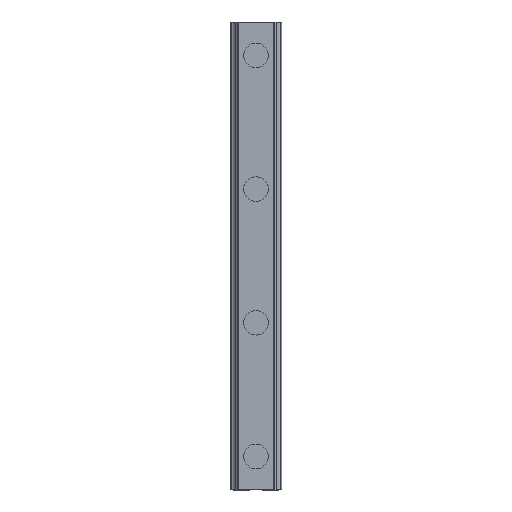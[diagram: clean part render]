
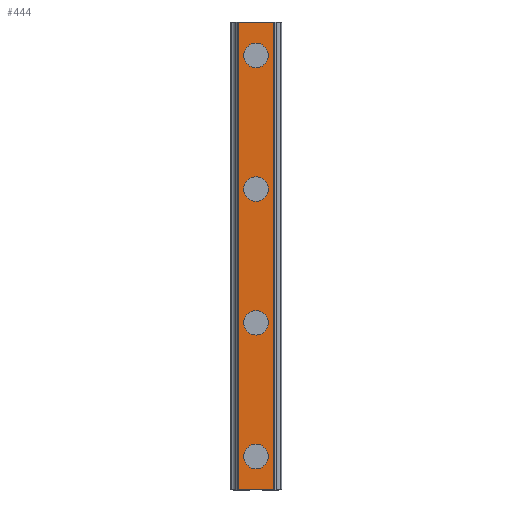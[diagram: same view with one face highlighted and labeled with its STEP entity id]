
A CAD part, top view. The second image highlights one B-rep face of the part: STEP entity #444.
In plain terms, the highlighted planar face has unit normal (0, 0, 1).
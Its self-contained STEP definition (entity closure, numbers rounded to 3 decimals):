
#444=ADVANCED_FACE('',(#909,#910,#911,#912,#913),#914,.T.);
#909=FACE_BOUND('',#1388,.T.);
#910=FACE_BOUND('',#1389,.T.);
#911=FACE_BOUND('',#1390,.T.);
#912=FACE_BOUND('',#1391,.T.);
#913=FACE_OUTER_BOUND('',#1392,.T.);
#914=PLANE('',#1393);
#1388=EDGE_LOOP('',(#2720,#2721));
#1389=EDGE_LOOP('',(#2722,#2723));
#1390=EDGE_LOOP('',(#2724,#2725));
#1391=EDGE_LOOP('',(#2726,#2727));
#1392=EDGE_LOOP('',(#2728,#2729,#2730,#2731));
#1393=AXIS2_PLACEMENT_3D('',#2732,#2733,#2734);
#2720=ORIENTED_EDGE('',*,*,#2953,.T.);
#2721=ORIENTED_EDGE('',*,*,#3323,.T.);
#2722=ORIENTED_EDGE('',*,*,#2939,.T.);
#2723=ORIENTED_EDGE('',*,*,#3349,.T.);
#2724=ORIENTED_EDGE('',*,*,#2925,.T.);
#2725=ORIENTED_EDGE('',*,*,#3364,.T.);
#2726=ORIENTED_EDGE('',*,*,#2911,.T.);
#2727=ORIENTED_EDGE('',*,*,#3379,.T.);
#2728=ORIENTED_EDGE('',*,*,#3302,.T.);
#2729=ORIENTED_EDGE('',*,*,#3432,.F.);
#2730=ORIENTED_EDGE('',*,*,#3176,.T.);
#2731=ORIENTED_EDGE('',*,*,#3430,.T.);
#2732=CARTESIAN_POINT('',(0.,210.0,18.));
#2733=DIRECTION('',(0.0,0.0,1.0));
#2734=DIRECTION('',(-1.0,0.0,0.0));
#2911=EDGE_CURVE('',#3492,#3489,#3493,.T.);
#2925=EDGE_CURVE('',#3518,#3515,#3519,.T.);
#2939=EDGE_CURVE('',#3544,#3541,#3545,.T.);
#2953=EDGE_CURVE('',#3570,#3567,#3571,.T.);
#3176=EDGE_CURVE('',#3909,#3907,#3910,.T.);
#3302=EDGE_CURVE('',#4116,#4114,#4117,.T.);
#3323=EDGE_CURVE('',#3567,#3570,#4156,.T.);
#3349=EDGE_CURVE('',#3541,#3544,#4189,.T.);
#3364=EDGE_CURVE('',#3515,#3518,#4207,.T.);
#3379=EDGE_CURVE('',#3489,#3492,#4225,.T.);
#3430=EDGE_CURVE('',#3907,#4116,#4279,.T.);
#3432=EDGE_CURVE('',#3909,#4114,#4281,.T.);
#3489=VERTEX_POINT('',#4340);
#3492=VERTEX_POINT('',#4344);
#3493=CIRCLE('',#4345,5.5);
#3515=VERTEX_POINT('',#4370);
#3518=VERTEX_POINT('',#4374);
#3519=CIRCLE('',#4375,5.5);
#3541=VERTEX_POINT('',#4400);
#3544=VERTEX_POINT('',#4404);
#3545=CIRCLE('',#4405,5.5);
#3567=VERTEX_POINT('',#4430);
#3570=VERTEX_POINT('',#4434);
#3571=CIRCLE('',#4435,5.5);
#3907=VERTEX_POINT('',#4905);
#3909=VERTEX_POINT('',#4907);
#3910=LINE('',#4908,#4909);
#4114=VERTEX_POINT('',#5194);
#4116=VERTEX_POINT('',#5196);
#4117=LINE('',#5197,#5198);
#4156=CIRCLE('',#5246,5.5);
#4189=CIRCLE('',#5288,5.5);
#4207=CIRCLE('',#5309,5.5);
#4225=CIRCLE('',#5330,5.5);
#4279=LINE('',#5405,#5406);
#4281=LINE('',#5408,#5409);
#4340=CARTESIAN_POINT('',(5.5,15.0,18.));
#4344=CARTESIAN_POINT('',(-5.5,15.0,18.));
#4345=AXIS2_PLACEMENT_3D('',#5487,#5488,#5489);
#4370=CARTESIAN_POINT('',(5.5,75.0,18.));
#4374=CARTESIAN_POINT('',(-5.5,75.0,18.));
#4375=AXIS2_PLACEMENT_3D('',#5515,#5516,#5517);
#4400=CARTESIAN_POINT('',(5.5,135.0,18.));
#4404=CARTESIAN_POINT('',(-5.5,135.0,18.));
#4405=AXIS2_PLACEMENT_3D('',#5543,#5544,#5545);
#4430=CARTESIAN_POINT('',(5.5,195.0,18.));
#4434=CARTESIAN_POINT('',(-5.5,195.0,18.));
#4435=AXIS2_PLACEMENT_3D('',#5571,#5572,#5573);
#4905=CARTESIAN_POINT('',(-7.959,210.0,18.));
#4907=CARTESIAN_POINT('',(7.959,210.0,18.));
#4908=CARTESIAN_POINT('',(7.959,210.0,18.));
#4909=VECTOR('',#5801,1.0);
#5194=CARTESIAN_POINT('',(7.959,0.0,18.));
#5196=CARTESIAN_POINT('',(-7.959,0.0,18.));
#5197=CARTESIAN_POINT('',(7.959,0.0,18.));
#5198=VECTOR('',#5943,1.0);
#5246=AXIS2_PLACEMENT_3D('',#5983,#5984,#5985);
#5288=AXIS2_PLACEMENT_3D('',#6022,#6023,#6024);
#5309=AXIS2_PLACEMENT_3D('',#6043,#6044,#6045);
#5330=AXIS2_PLACEMENT_3D('',#6064,#6065,#6066);
#5405=CARTESIAN_POINT('',(-7.959,210.0,18.));
#5406=VECTOR('',#6103,1.0);
#5408=CARTESIAN_POINT('',(7.959,210.0,18.));
#5409=VECTOR('',#6104,1.0);
#5487=CARTESIAN_POINT('',(0.0,15.0,18.));
#5488=DIRECTION('',(0.0,0.0,-1.0));
#5489=DIRECTION('',(1.0,0.0,0.0));
#5515=CARTESIAN_POINT('',(0.0,75.0,18.));
#5516=DIRECTION('',(0.0,0.0,-1.0));
#5517=DIRECTION('',(1.0,0.0,0.0));
#5543=CARTESIAN_POINT('',(0.0,135.0,18.));
#5544=DIRECTION('',(0.0,0.0,-1.0));
#5545=DIRECTION('',(1.0,0.0,0.0));
#5571=CARTESIAN_POINT('',(0.0,195.0,18.));
#5572=DIRECTION('',(0.0,0.0,-1.0));
#5573=DIRECTION('',(1.0,0.0,0.0));
#5801=DIRECTION('',(-1.0,0.0,0.0));
#5943=DIRECTION('',(1.0,0.0,0.0));
#5983=CARTESIAN_POINT('',(0.0,195.0,18.));
#5984=DIRECTION('',(0.0,0.0,-1.0));
#5985=DIRECTION('',(1.0,0.0,0.0));
#6022=CARTESIAN_POINT('',(0.0,135.0,18.));
#6023=DIRECTION('',(0.0,0.0,-1.0));
#6024=DIRECTION('',(1.0,0.0,0.0));
#6043=CARTESIAN_POINT('',(0.0,75.0,18.));
#6044=DIRECTION('',(0.0,0.0,-1.0));
#6045=DIRECTION('',(1.0,0.0,0.0));
#6064=CARTESIAN_POINT('',(0.0,15.0,18.));
#6065=DIRECTION('',(0.0,0.0,-1.0));
#6066=DIRECTION('',(1.0,0.0,0.0));
#6103=DIRECTION('',(0.0,-1.0,0.0));
#6104=DIRECTION('',(0.0,-1.0,0.0));
